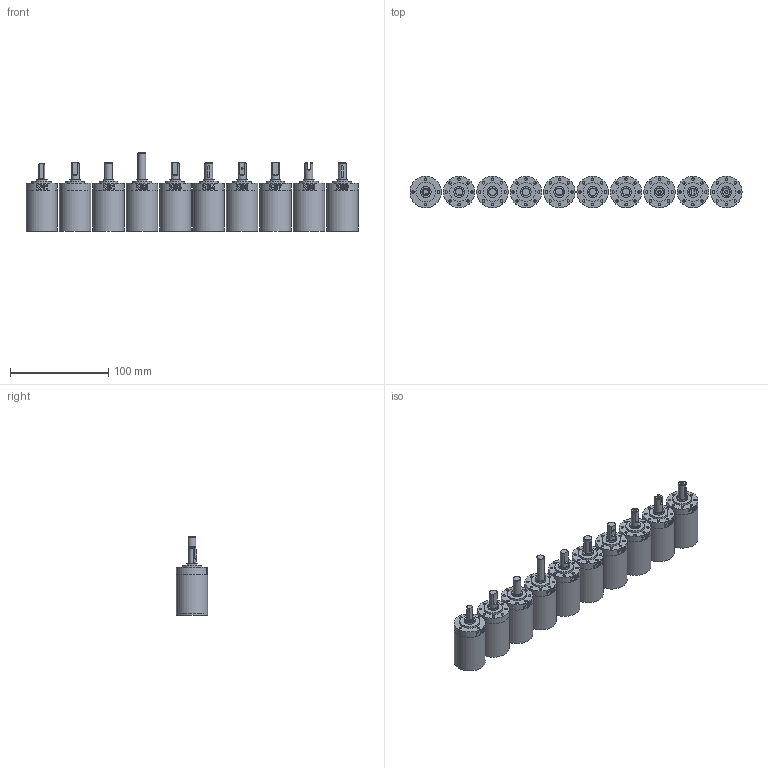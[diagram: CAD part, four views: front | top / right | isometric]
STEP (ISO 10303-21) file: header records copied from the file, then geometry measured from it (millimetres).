
FILE_DESCRIPTION(/* description */ (''),/* implementation_level */ '2;1');
FILE_NAME(/* name */ '32gpt-4stage_standard+KSx+KRx.stp',/* time_stamp */ '2021-03-30T09:08:25+02:00',/* author */ ('DR. FRITZ FAULHABER GmbH & Co. KG'),/* organization */ ('DR. FRITZ FAULHABER GmbH & Co. KG'),/* preprocessor_version */ 'ST-DEVELOPER v16.7',/* originating_system */ 'SIEMENS PLM Software NX 1919',/* authorisation */ '');
FILE_SCHEMA (('AUTOMOTIVE_DESIGN { 1 0 10303 214 3 1 1 1 }'));
Length unit declared in the file: millimetre
Products named in the file (1): H99999998-A-Alle Getriebe
Bounding box: 338 x 32 x 79.6 mm (x, y, z)
Volume: 380151.1 mm3; surface area: 79323 mm2
Topology: 10 solids, 10 shells, 627 faces, 1250 edges, 835 vertices
Faces by surface type: plane 297, cylinder 207, bspline 108, cone 15
Full cylindrical faces by diameter (mm): 2 x1, 2.5 x76, 3.3 x2, 6 x1, 8 x9, 11 x10, 14.568 x10, 18 x10, 19 x9, 20 x1, 29.8 x10, 31.999 x10, 32 x20
Entity records: 31463 total; most frequent: CARTESIAN_POINT 18766, ORIENTED_EDGE 2112, DIRECTION 2029, EDGE_CURVE 1056, EDGE_LOOP 1000, AXIS2_PLACEMENT_3D 937, VERTEX_POINT 822, FACE_BOUND 643
